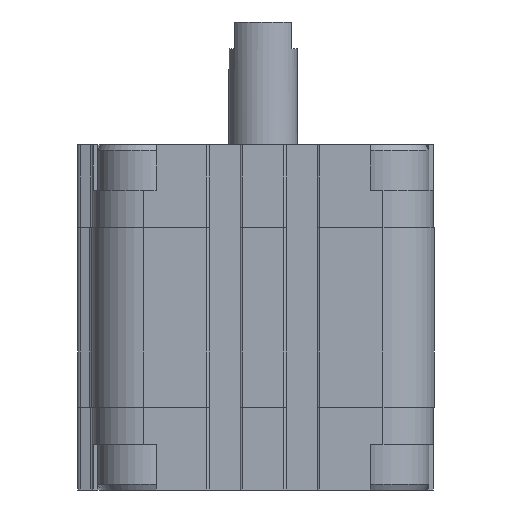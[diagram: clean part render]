
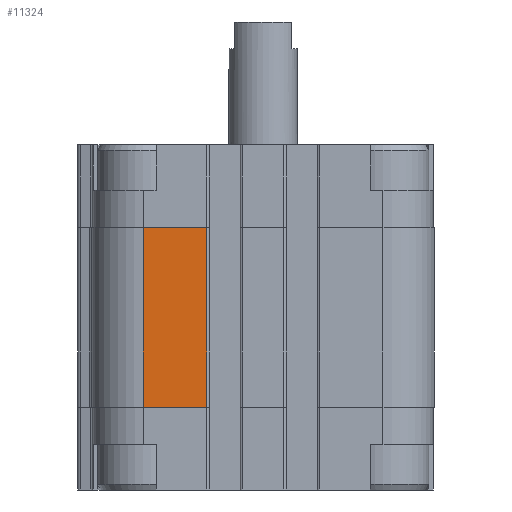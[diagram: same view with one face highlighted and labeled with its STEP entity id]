
A CAD part, left-side view. The second image highlights one B-rep face of the part: STEP entity #11324.
In plain terms, the highlighted face is planar.
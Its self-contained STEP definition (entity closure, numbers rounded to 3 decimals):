
#204=LINE('',#17131,#1258);
#541=LINE('',#18040,#1595);
#559=LINE('',#18124,#1613);
#560=LINE('',#18126,#1614);
#1258=VECTOR('',#13345,1000.);
#1595=VECTOR('',#14186,1000.);
#1613=VECTOR('',#14306,1000.);
#1614=VECTOR('',#14309,1000.);
#2277=PLANE('',#12262);
#4256=ORIENTED_EDGE('',*,*,#7127,.F.);
#4257=ORIENTED_EDGE('',*,*,#7169,.F.);
#4258=ORIENTED_EDGE('',*,*,#6668,.T.);
#4259=ORIENTED_EDGE('',*,*,#7170,.T.);
#6668=EDGE_CURVE('',#8313,#8312,#204,.T.);
#7127=EDGE_CURVE('',#8632,#8633,#541,.T.);
#7169=EDGE_CURVE('',#8313,#8632,#559,.T.);
#7170=EDGE_CURVE('',#8312,#8633,#560,.T.);
#8312=VERTEX_POINT('',#17130);
#8313=VERTEX_POINT('',#17132);
#8632=VERTEX_POINT('',#18039);
#8633=VERTEX_POINT('',#18041);
#9753=EDGE_LOOP('',(#4256,#4257,#4258,#4259));
#10527=FACE_BOUND('',#9753,.T.);
#11324=ADVANCED_FACE('',(#10527),#2277,.T.);
#12262=AXIS2_PLACEMENT_3D('',#18125,#14307,#14308);
#13345=DIRECTION('',(0.,1.,0.));
#14186=DIRECTION('',(0.,1.,0.));
#14306=DIRECTION('',(0.,0.,1.));
#14307=DIRECTION('',(1.,0.,0.));
#14308=DIRECTION('',(0.,0.,-1.));
#14309=DIRECTION('',(0.,0.,1.));
#17130=CARTESIAN_POINT('',(30.,-9.85,-46.));
#17131=CARTESIAN_POINT('',(30.,-21.,-46.));
#17132=CARTESIAN_POINT('',(30.,-21.,-46.));
#18039=CARTESIAN_POINT('',(30.,-21.,-14.5));
#18040=CARTESIAN_POINT('',(30.,-21.,-14.5));
#18041=CARTESIAN_POINT('',(30.,-9.85,-14.5));
#18124=CARTESIAN_POINT('',(30.,-21.,-46.));
#18125=CARTESIAN_POINT('',(30.,-21.,-46.));
#18126=CARTESIAN_POINT('',(30.,-9.85,-46.));
